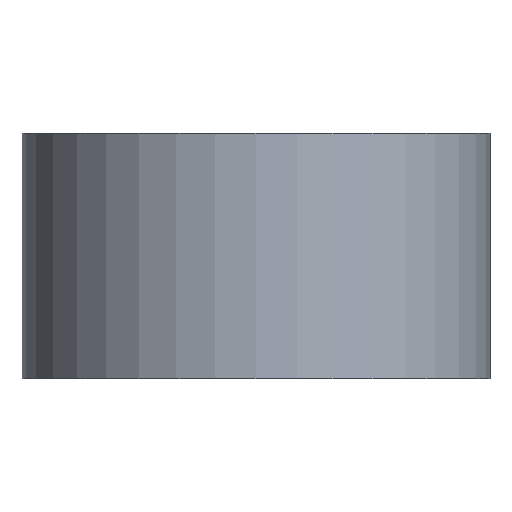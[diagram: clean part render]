
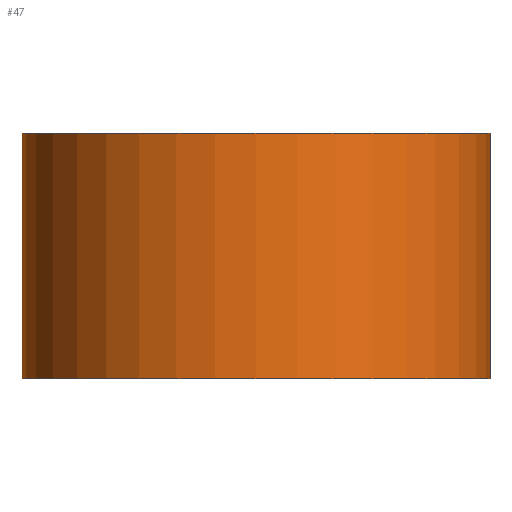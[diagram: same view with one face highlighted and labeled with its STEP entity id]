
A CAD part, front view. The second image highlights one B-rep face of the part: STEP entity #47.
In plain terms, the highlighted cylindrical face has radius 10 mm (diameter 20 mm), a full revolution.
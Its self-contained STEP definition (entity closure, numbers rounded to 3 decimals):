
#47=ADVANCED_FACE('',(#87,#88),#69,.T.);
#69=CYLINDRICAL_SURFACE('',#325,10.);
#87=FACE_BOUND('',#136,.T.);
#88=FACE_BOUND('',#137,.T.);
#136=EDGE_LOOP('',(#185));
#137=EDGE_LOOP('',(#186));
#185=ORIENTED_EDGE('',*,*,#265,.T.);
#186=ORIENTED_EDGE('',*,*,#264,.F.);
#239=VERTEX_POINT('',#484);
#240=VERTEX_POINT('',#487);
#264=EDGE_CURVE('',#239,#239,#292,.T.);
#265=EDGE_CURVE('',#240,#240,#293,.T.);
#292=CIRCLE('',#322,10.);
#293=CIRCLE('',#324,10.);
#322=AXIS2_PLACEMENT_3D('',#483,#381,#382);
#324=AXIS2_PLACEMENT_3D('',#486,#385,#386);
#325=AXIS2_PLACEMENT_3D('',#488,#387,#388);
#381=DIRECTION('',(0.,0.,-1.));
#382=DIRECTION('',(-1.,0.,0.));
#385=DIRECTION('',(0.,0.,-1.));
#386=DIRECTION('',(-1.,0.,0.));
#387=DIRECTION('',(0.,0.,-1.));
#388=DIRECTION('',(-1.,0.,0.));
#483=CARTESIAN_POINT('',(0.,0.,0.));
#484=CARTESIAN_POINT('',(-10.,0.,0.));
#486=CARTESIAN_POINT('',(0.,0.,10.5));
#487=CARTESIAN_POINT('',(-10.,0.,10.5));
#488=CARTESIAN_POINT('',(0.,0.,0.));
